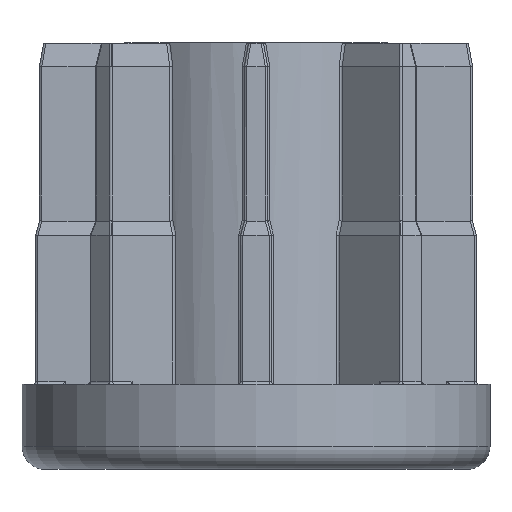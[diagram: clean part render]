
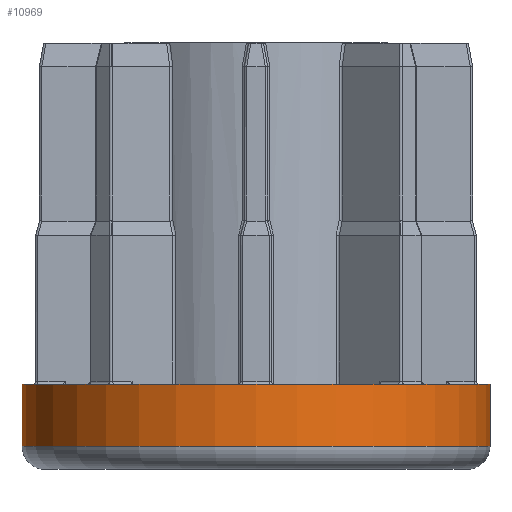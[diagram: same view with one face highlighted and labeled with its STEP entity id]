
A CAD part, front view. The second image highlights one B-rep face of the part: STEP entity #10969.
In plain terms, the highlighted cylindrical face has radius 30.15 mm (diameter 60.3 mm), a partial arc.
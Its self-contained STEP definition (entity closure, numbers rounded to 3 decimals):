
#179 = DIRECTION ( 'NONE',  ( -1., 0., 0. ) ) ;
#199 = CARTESIAN_POINT ( 'NONE',  ( 30.15, 0., 3. ) ) ;
#214 = DIRECTION ( 'NONE',  ( 0., 0., -1. ) ) ;
#605 = ORIENTED_EDGE ( 'NONE', *, *, #4226, .F. ) ;
#649 = ORIENTED_EDGE ( 'NONE', *, *, #3894, .F. ) ;
#772 = VERTEX_POINT ( 'NONE', #199 ) ;
#929 = ORIENTED_EDGE ( 'NONE', *, *, #4556, .T. ) ;
#985 = ORIENTED_EDGE ( 'NONE', *, *, #7159, .T. ) ;
#1550 = CARTESIAN_POINT ( 'NONE',  ( 0., 0., 3. ) ) ;
#1712 = AXIS2_PLACEMENT_3D ( 'NONE', #9471, #3487, #10491 ) ;
#2383 = VERTEX_POINT ( 'NONE', #11226 ) ;
#2627 = DIRECTION ( 'NONE',  ( 1., 0., 0. ) ) ;
#2921 = FACE_OUTER_BOUND ( 'NONE', #4317, .T. ) ;
#3487 = DIRECTION ( 'NONE',  ( 0., 0., 1. ) ) ;
#3654 = LINE ( 'NONE', #6529, #4129 ) ;
#3894 = EDGE_CURVE ( 'NONE', #11245, #2383, #7600, .T. ) ;
#4129 = VECTOR ( 'NONE', #214, 1000. ) ;
#4226 = EDGE_CURVE ( 'NONE', #2383, #772, #3654, .T. ) ;
#4317 = EDGE_LOOP ( 'NONE', ( #605, #649, #929, #985 ) ) ;
#4385 = CARTESIAN_POINT ( 'NONE',  ( 0., 0., 11. ) ) ;
#4556 = EDGE_CURVE ( 'NONE', #11245, #10462, #13220, .T. ) ;
#6491 = DIRECTION ( 'NONE',  ( 0., 0., -1. ) ) ;
#6529 = CARTESIAN_POINT ( 'NONE',  ( 30.15, 0., 11. ) ) ;
#7159 = EDGE_CURVE ( 'NONE', #10462, #772, #11637, .T. ) ;
#7566 = CARTESIAN_POINT ( 'NONE',  ( -30.15, 0., 3. ) ) ;
#7600 = CIRCLE ( 'NONE', #1712, 30.15 ) ;
#8697 = DIRECTION ( 'NONE',  ( 0., 0., 1. ) ) ;
#8989 = CARTESIAN_POINT ( 'NONE',  ( -30.15, 0., 11. ) ) ;
#9232 = CARTESIAN_POINT ( 'NONE',  ( -30.15, 0., 11. ) ) ;
#9471 = CARTESIAN_POINT ( 'NONE',  ( 0., 0., 11. ) ) ;
#10462 = VERTEX_POINT ( 'NONE', #7566 ) ;
#10491 = DIRECTION ( 'NONE',  ( 1., 0., 0. ) ) ;
#10631 = CYLINDRICAL_SURFACE ( 'NONE', #11872, 30.15 ) ;
#10969 = ADVANCED_FACE ( 'NONE', ( #2921 ), #10631, .T. ) ;
#11142 = AXIS2_PLACEMENT_3D ( 'NONE', #1550, #8697, #2627 ) ;
#11215 = DIRECTION ( 'NONE',  ( 0., 0., -1. ) ) ;
#11226 = CARTESIAN_POINT ( 'NONE',  ( 30.15, 0., 11. ) ) ;
#11245 = VERTEX_POINT ( 'NONE', #8989 ) ;
#11637 = CIRCLE ( 'NONE', #11142, 30.15 ) ;
#11872 = AXIS2_PLACEMENT_3D ( 'NONE', #4385, #6491, #179 ) ;
#13208 = VECTOR ( 'NONE', #11215, 1000. ) ;
#13220 = LINE ( 'NONE', #9232, #13208 ) ;
